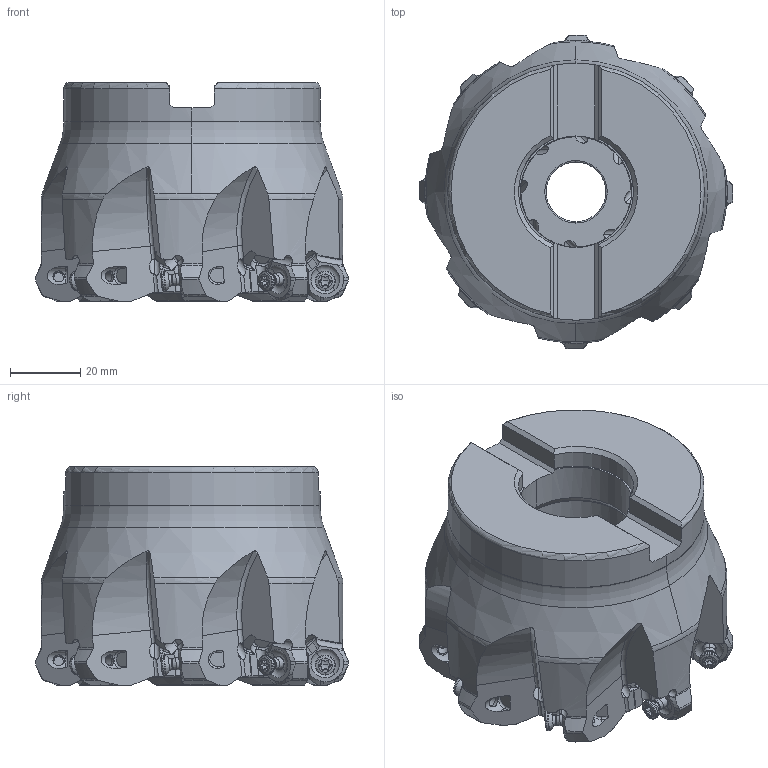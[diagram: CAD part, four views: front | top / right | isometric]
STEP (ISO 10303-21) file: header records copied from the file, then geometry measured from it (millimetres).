
FILE_DESCRIPTION(/* description */ (''),/* implementation_level */ '2;1');
FILE_NAME(/* name */ 'AHX475SUR0308DA.stp',/* time_stamp */ '2017-10-10T15:50:50+09:00',/* author */ (''),/* organization */ (''),/* preprocessor_version */ 'ST-DEVELOPER v16',/* originating_system */ 'SIEMENS PLM Software NX 10.0',/* authorisation */ '');
FILE_SCHEMA (('AUTOMOTIVE_DESIGN { 1 0 10303 214 3 1 1 1 }'));
Length unit declared in the file: millimetre
Products named in the file (1): AHX475SUR0308DA_ASM
Bounding box: 89.45 x 89.46 x 62.18 mm (x, y, z)
Volume: 232751.9 mm3; surface area: 36684.7 mm2
Topology: 9 solids, 9 shells, 1089 faces, 3146 edges, 2060 vertices
Faces by surface type: cylinder 420, torus 246, plane 221, cone 106, extrusion 48, bspline 32, sphere 16
Entity records: 45083 total; most frequent: CARTESIAN_POINT 16797, ORIENTED_EDGE 6260, DIRECTION 5707, EDGE_CURVE 3130, AXIS2_PLACEMENT_3D 2413, VERTEX_POINT 2060, CIRCLE 1140, EDGE_LOOP 1124
